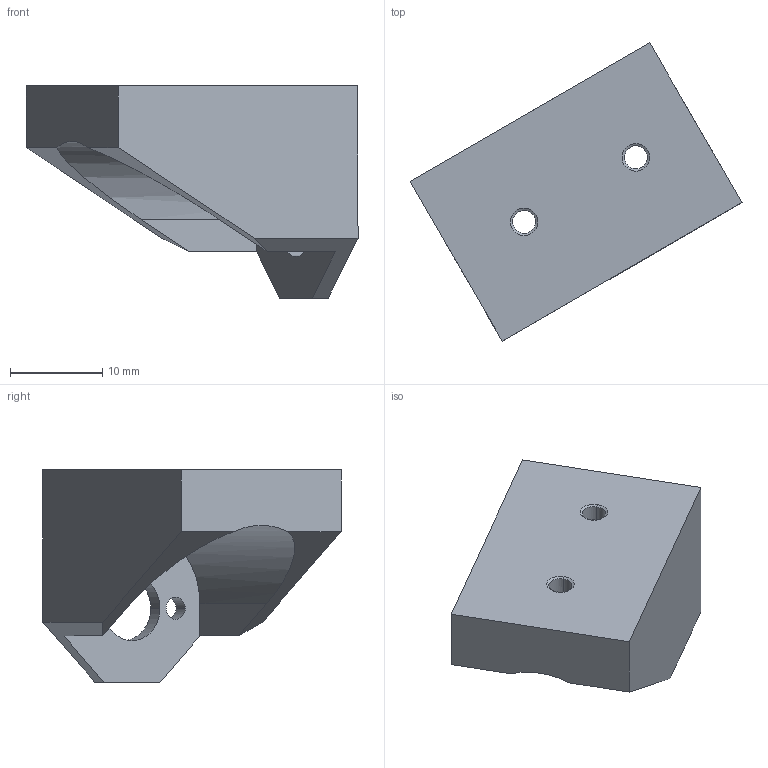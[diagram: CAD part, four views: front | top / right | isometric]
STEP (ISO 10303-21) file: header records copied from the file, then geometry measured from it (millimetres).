
FILE_DESCRIPTION(('Creo Elements/Direct Modeling STEP Export'),'2;1');
FILE_NAME('D002_Motorflansch.stp','2014-08-04T17:50:42',(''),(''),'Creo Elements/Direct Modeling STEP processor for AP214 (Solid Model)','Creo Elements/Direct Modeling 17.0D 15-Jul-2011 (C) Parametric Technology GmbH','');
FILE_SCHEMA(('AUTOMOTIVE_DESIGN { 1 0 10303 214 1 1 1 1 }'));
Length unit declared in the file: millimetre
Products named in the file (2): D002_Motorflansch
Assembly tree (1 placements, depth 2):
  D002_Motorflansch
    D002_Motorflansch
Bounding box: 35.98 x 32.32 x 23 mm (x, y, z)
Volume: 5492.7 mm3; surface area: 3168.2 mm2
Topology: 1 solids, 1 shells, 28 faces, 74 edges, 48 vertices
Faces by surface type: plane 13, cylinder 11, cone 4
Entity records: 1471 total; most frequent: CARTESIAN_POINT 695, ORIENTED_EDGE 148, DIRECTION 137, EDGE_CURVE 74, VERTEX_POINT 48, AXIS2_PLACEMENT_3D 46, VECTOR 45, LINE 45
